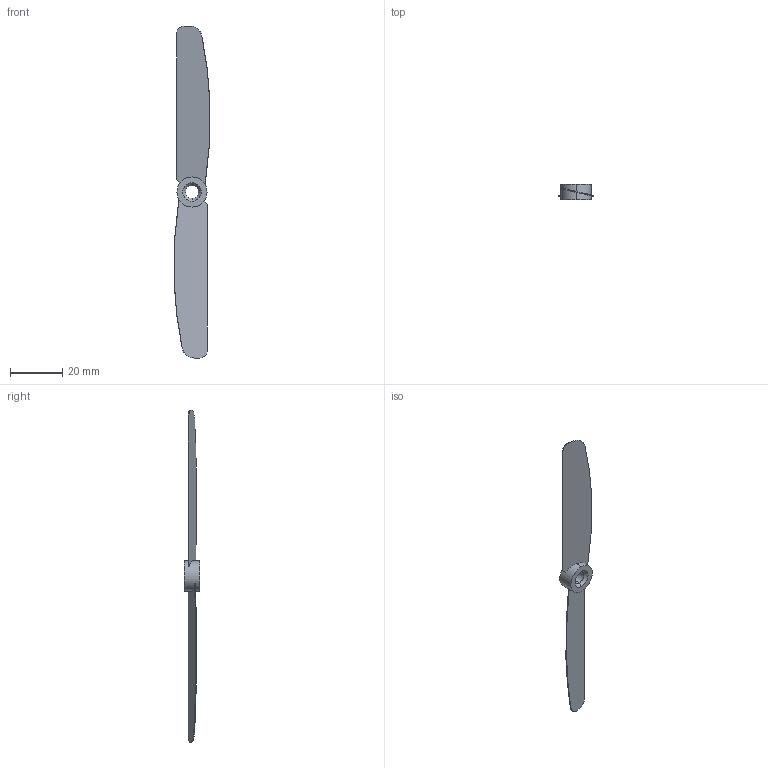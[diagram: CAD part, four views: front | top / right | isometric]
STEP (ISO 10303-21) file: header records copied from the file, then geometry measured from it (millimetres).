
FILE_DESCRIPTION (( 'STEP AP203' ), '1' );
FILE_NAME ('FlightBlade_Default_sldprt.STEP', '2019-02-11T08:44:21', ( '' ), ( '' ), 'SwSTEP 2.0', 'SolidWorks 2017', '' );
FILE_SCHEMA (( 'CONFIG_CONTROL_DESIGN' ));
Length unit declared in the file: millimetre
Products named in the file (1): FlightBlade_Default_sldprt
Bounding box: 13.71 x 6 x 127 mm (x, y, z)
Volume: 906 mm3; surface area: 3345.9 mm2
Topology: 1 solids, 1 shells, 26 faces, 68 edges, 44 vertices
Faces by surface type: plane 12, cylinder 8, cone 4, bspline 2
Entity records: 887 total; most frequent: CARTESIAN_POINT 193, ORIENTED_EDGE 136, DIRECTION 122, EDGE_CURVE 68, AXIS2_PLACEMENT_3D 45, VERTEX_POINT 44, VECTOR 32, LINE 32
